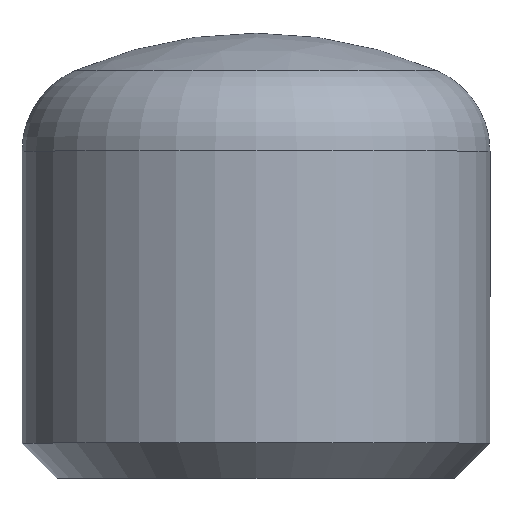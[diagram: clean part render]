
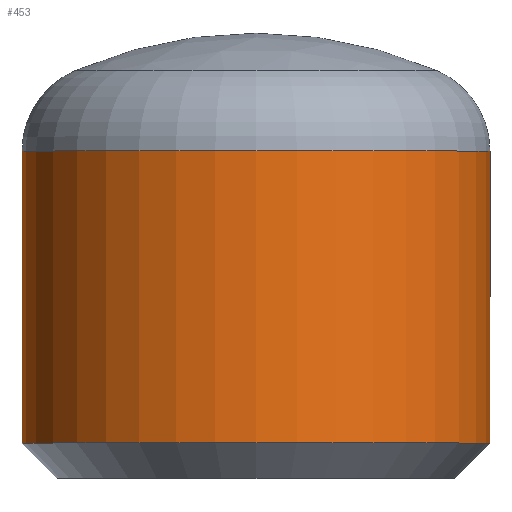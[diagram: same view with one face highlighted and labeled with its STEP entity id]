
A CAD part, top view. The second image highlights one B-rep face of the part: STEP entity #453.
In plain terms, the highlighted cylindrical face has radius 13.35 mm (diameter 26.7 mm), a partial arc.
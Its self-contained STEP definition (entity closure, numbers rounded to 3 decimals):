
#23 = ORIENTED_EDGE ( 'NONE', *, *, #219, .T. ) ;
#30 = DIRECTION ( 'NONE',  ( 0., 1., 0. ) ) ;
#84 = ORIENTED_EDGE ( 'NONE', *, *, #86, .T. ) ;
#86 = EDGE_CURVE ( 'NONE', #87, #266, #437, .T. ) ;
#87 = VERTEX_POINT ( 'NONE', #302 ) ;
#98 = CIRCLE ( 'NONE', #420, 13.35 ) ;
#103 = VECTOR ( 'NONE', #257, 1000. ) ;
#110 = AXIS2_PLACEMENT_3D ( 'NONE', #431, #363, #395 ) ;
#135 = CARTESIAN_POINT ( 'NONE',  ( -13.35, 18.669, 0. ) ) ;
#140 = VECTOR ( 'NONE', #294, 1000. ) ;
#159 = VERTEX_POINT ( 'NONE', #135 ) ;
#160 = DIRECTION ( 'NONE',  ( 1., 0., 0. ) ) ;
#170 = LINE ( 'NONE', #320, #103 ) ;
#179 = CYLINDRICAL_SURFACE ( 'NONE', #110, 13.35 ) ;
#199 = VERTEX_POINT ( 'NONE', #417 ) ;
#219 = EDGE_CURVE ( 'NONE', #266, #199, #170, .T. ) ;
#220 = FACE_OUTER_BOUND ( 'NONE', #247, .T. ) ;
#230 = CARTESIAN_POINT ( 'NONE',  ( 0., 18.669, 0. ) ) ;
#243 = AXIS2_PLACEMENT_3D ( 'NONE', #348, #30, #160 ) ;
#247 = EDGE_LOOP ( 'NONE', ( #84, #23, #438, #338 ) ) ;
#257 = DIRECTION ( 'NONE',  ( 0., 1., 0. ) ) ;
#264 = DIRECTION ( 'NONE',  ( 0., 1., 0. ) ) ;
#266 = VERTEX_POINT ( 'NONE', #390 ) ;
#294 = DIRECTION ( 'NONE',  ( 0., 1., 0. ) ) ;
#295 = LINE ( 'NONE', #439, #140 ) ;
#302 = CARTESIAN_POINT ( 'NONE',  ( -13.35, 2.01, 0. ) ) ;
#320 = CARTESIAN_POINT ( 'NONE',  ( 13.35, 2817.965, 0. ) ) ;
#338 = ORIENTED_EDGE ( 'NONE', *, *, #370, .F. ) ;
#348 = CARTESIAN_POINT ( 'NONE',  ( 0., 2.01, 0. ) ) ;
#363 = DIRECTION ( 'NONE',  ( 0., 1., 0. ) ) ;
#370 = EDGE_CURVE ( 'NONE', #87, #159, #295, .T. ) ;
#386 = EDGE_CURVE ( 'NONE', #159, #199, #98, .T. ) ;
#390 = CARTESIAN_POINT ( 'NONE',  ( 13.35, 2.01, 0. ) ) ;
#395 = DIRECTION ( 'NONE',  ( -1., 0., 0. ) ) ;
#417 = CARTESIAN_POINT ( 'NONE',  ( 13.35, 18.669, 0. ) ) ;
#420 = AXIS2_PLACEMENT_3D ( 'NONE', #230, #264, #434 ) ;
#431 = CARTESIAN_POINT ( 'NONE',  ( 0., 2817.965, 0. ) ) ;
#434 = DIRECTION ( 'NONE',  ( -1., 0., 0. ) ) ;
#437 = CIRCLE ( 'NONE', #243, 13.35 ) ;
#438 = ORIENTED_EDGE ( 'NONE', *, *, #386, .F. ) ;
#439 = CARTESIAN_POINT ( 'NONE',  ( -13.35, 2817.965, 0. ) ) ;
#453 = ADVANCED_FACE ( 'NONE', ( #220 ), #179, .T. ) ;
